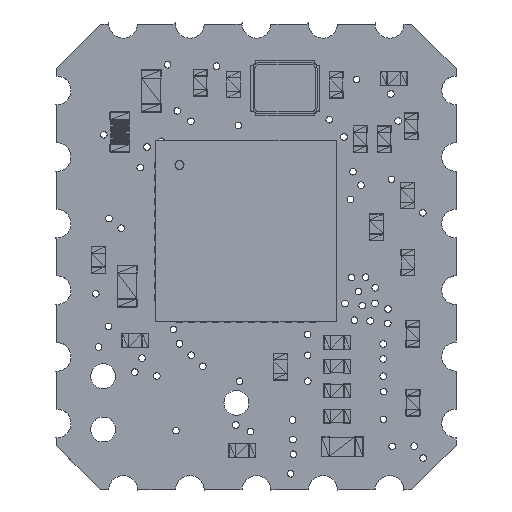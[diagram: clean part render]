
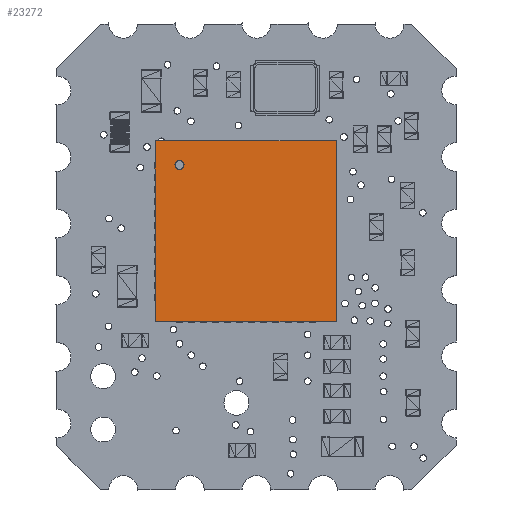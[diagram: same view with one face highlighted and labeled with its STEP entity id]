
A CAD part, top view. The second image highlights one B-rep face of the part: STEP entity #23272.
In plain terms, the highlighted face is planar.
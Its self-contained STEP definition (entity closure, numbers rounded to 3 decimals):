
#23235 = VERTEX_POINT('',#23236);
#23236 = CARTESIAN_POINT('',(-2.546,0.975,3.796));
#23254 = VERTEX_POINT('',#23255);
#23255 = CARTESIAN_POINT('',(-2.546,0.975,4.141));
#23261 = EDGE_CURVE('',#23235,#23254,#23262,.T.);
#23262 = CIRCLE('',#23263,0.173);
#23263 = AXIS2_PLACEMENT_3D('',#23264,#23265,#23266);
#23264 = CARTESIAN_POINT('',(-2.546,0.975,3.969));
#23265 = DIRECTION('',(0.,1.,0.));
#23266 = DIRECTION('',(0.,0.,-1.));
#23272 = ADVANCED_FACE('',(#23273,#23283),#23317,.F.);
#23273 = FACE_BOUND('',#23274,.T.);
#23274 = EDGE_LOOP('',(#23275,#23276));
#23275 = ORIENTED_EDGE('',*,*,#23261,.F.);
#23276 = ORIENTED_EDGE('',*,*,#23277,.F.);
#23277 = EDGE_CURVE('',#23254,#23235,#23278,.T.);
#23278 = CIRCLE('',#23279,0.173);
#23279 = AXIS2_PLACEMENT_3D('',#23280,#23281,#23282);
#23280 = CARTESIAN_POINT('',(-2.546,0.975,3.969));
#23281 = DIRECTION('',(0.,1.,0.));
#23282 = DIRECTION('',(0.,0.,-1.));
#23283 = FACE_BOUND('',#23284,.T.);
#23284 = EDGE_LOOP('',(#23285,#23295,#23303,#23311));
#23285 = ORIENTED_EDGE('',*,*,#23286,.F.);
#23286 = EDGE_CURVE('',#23287,#23289,#23291,.T.);
#23287 = VERTEX_POINT('',#23288);
#23288 = CARTESIAN_POINT('',(-3.466,0.975,-2.011));
#23289 = VERTEX_POINT('',#23290);
#23290 = CARTESIAN_POINT('',(3.434,0.975,-2.011));
#23291 = LINE('',#23292,#23293);
#23292 = CARTESIAN_POINT('',(-0.016,0.975,-2.011
    ));
#23293 = VECTOR('',#23294,1.);
#23294 = DIRECTION('',(1.,0.,0.));
#23295 = ORIENTED_EDGE('',*,*,#23296,.F.);
#23296 = EDGE_CURVE('',#23297,#23287,#23299,.T.);
#23297 = VERTEX_POINT('',#23298);
#23298 = CARTESIAN_POINT('',(-3.466,0.975,4.889));
#23299 = LINE('',#23300,#23301);
#23300 = CARTESIAN_POINT('',(-3.466,0.975,-0.286));
#23301 = VECTOR('',#23302,1.);
#23302 = DIRECTION('',(0.,0.,-1.));
#23303 = ORIENTED_EDGE('',*,*,#23304,.F.);
#23304 = EDGE_CURVE('',#23305,#23297,#23307,.T.);
#23305 = VERTEX_POINT('',#23306);
#23306 = CARTESIAN_POINT('',(3.434,0.975,4.889));
#23307 = LINE('',#23308,#23309);
#23308 = CARTESIAN_POINT('',(-0.016,0.975,4.889)
  );
#23309 = VECTOR('',#23310,1.);
#23310 = DIRECTION('',(-1.,0.,0.));
#23311 = ORIENTED_EDGE('',*,*,#23312,.F.);
#23312 = EDGE_CURVE('',#23289,#23305,#23313,.T.);
#23313 = LINE('',#23314,#23315);
#23314 = CARTESIAN_POINT('',(3.434,0.975,-0.286));
#23315 = VECTOR('',#23316,1.);
#23316 = DIRECTION('',(0.,0.,1.));
#23317 = PLANE('',#23318);
#23318 = AXIS2_PLACEMENT_3D('',#23319,#23320,#23321);
#23319 = CARTESIAN_POINT('',(-0.016,0.975,-0.286
    ));
#23320 = DIRECTION('',(0.,-1.,0.));
#23321 = DIRECTION('',(0.,0.,-1.));
